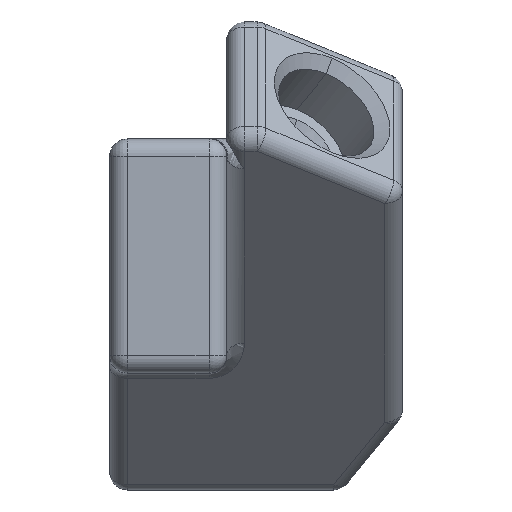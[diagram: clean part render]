
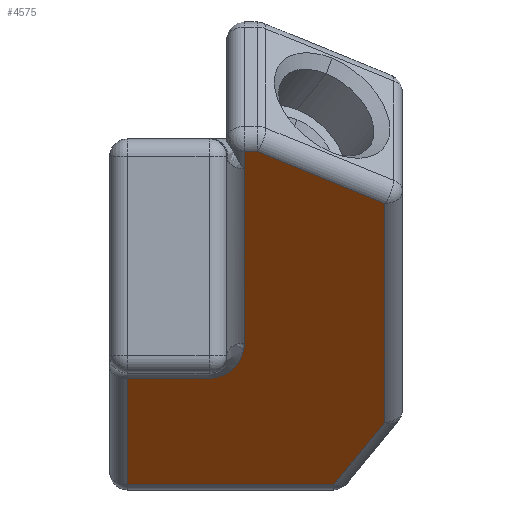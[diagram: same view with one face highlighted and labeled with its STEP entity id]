
A CAD part, left-side view. The second image highlights one B-rep face of the part: STEP entity #4575.
In plain terms, the highlighted planar face has unit normal (-0.707, 0, -0.707).
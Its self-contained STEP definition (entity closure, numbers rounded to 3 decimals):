
#53 = DIRECTION ( 'NONE',  ( 0.707, 0., -0.707 ) ) ;
#129 = LINE ( 'NONE', #3637, #3757 ) ;
#130 = DIRECTION ( 'NONE',  ( 0., -1., 0. ) ) ;
#178 = EDGE_CURVE ( 'NONE', #2140, #4933, #129, .T. ) ;
#277 = VECTOR ( 'NONE', #1658, 1000. ) ;
#430 = VECTOR ( 'NONE', #2265, 1000. ) ;
#494 = CARTESIAN_POINT ( 'NONE',  ( -36.73, 1.5, -24.483 ) ) ;
#504 = VERTEX_POINT ( 'NONE', #2128 ) ;
#802 = CARTESIAN_POINT ( 'NONE',  ( -42.017, 13.5, -19.197 ) ) ;
#955 = ORIENTED_EDGE ( 'NONE', *, *, #3351, .F. ) ;
#1082 = VECTOR ( 'NONE', #130, 1000. ) ;
#1109 = ORIENTED_EDGE ( 'NONE', *, *, #4474, .F. ) ;
#1177 = CARTESIAN_POINT ( 'NONE',  ( -43.774, 13.5, -17.439 ) ) ;
#1243 = ORIENTED_EDGE ( 'NONE', *, *, #1855, .F. ) ;
#1250 = VECTOR ( 'NONE', #2893, 1000. ) ;
#1271 = VERTEX_POINT ( 'NONE', #4185 ) ;
#1323 = LINE ( 'NONE', #2855, #277 ) ;
#1361 = CARTESIAN_POINT ( 'NONE',  ( -40.607, 13.5, -20.607 ) ) ;
#1399 = EDGE_CURVE ( 'NONE', #3035, #4756, #4363, .T. ) ;
#1438 = DIRECTION ( 'NONE',  ( 0.354, -0.866, -0.354 ) ) ;
#1454 = CARTESIAN_POINT ( 'NONE',  ( -31.667, 15., -29.546 ) ) ;
#1457 = CARTESIAN_POINT ( 'NONE',  ( -58.653, 13.5, -2.561 ) ) ;
#1562 = CARTESIAN_POINT ( 'NONE',  ( -40.774, 16.5, -20.439 ) ) ;
#1563 = LINE ( 'NONE', #1863, #4327 ) ;
#1611 = CARTESIAN_POINT ( 'NONE',  ( -40.774, 14.743, -20.439 ) ) ;
#1658 = DIRECTION ( 'NONE',  ( -0.707, 0., 0.707 ) ) ;
#1728 = DIRECTION ( 'NONE',  ( -0.707, 0., -0.707 ) ) ;
#1812 = LINE ( 'NONE', #1361, #4506 ) ;
#1846 = CARTESIAN_POINT ( 'NONE',  ( -40.774, 16.5, -20.439 ) ) ;
#1855 = EDGE_CURVE ( 'NONE', #4813, #2320, #3462, .T. ) ;
#1863 = CARTESIAN_POINT ( 'NONE',  ( -35.575, 2.675, -25.638 ) ) ;
#1936 = CARTESIAN_POINT ( 'NONE',  ( -43.774, 13.5, -17.439 ) ) ;
#2014 = EDGE_CURVE ( 'NONE', #4933, #504, #4786, .T. ) ;
#2128 = CARTESIAN_POINT ( 'NONE',  ( -60.153, 12.402, -1.061 ) ) ;
#2140 = VERTEX_POINT ( 'NONE', #1457 ) ;
#2158 = VECTOR ( 'NONE', #53, 1000. ) ;
#2205 = CARTESIAN_POINT ( 'NONE',  ( -40.774, 16.5, -20.439 ) ) ;
#2265 = DIRECTION ( 'NONE',  ( 0., 1., 0. ) ) ;
#2320 = VERTEX_POINT ( 'NONE', #1177 ) ;
#2506 = PLANE ( 'NONE',  #3058 ) ;
#2507 = ORIENTED_EDGE ( 'NONE', *, *, #3016, .F. ) ;
#2543 = LINE ( 'NONE', #2205, #1250 ) ;
#2586 = LINE ( 'NONE', #1454, #430 ) ;
#2804 = EDGE_CURVE ( 'NONE', #2998, #4813, #2543, .T. ) ;
#2855 = CARTESIAN_POINT ( 'NONE',  ( -40.607, 23.5, -20.607 ) ) ;
#2893 = DIRECTION ( 'NONE',  ( 0., -1., 0. ) ) ;
#2964 = ORIENTED_EDGE ( 'NONE', *, *, #178, .F. ) ;
#2968 = CARTESIAN_POINT ( 'NONE',  ( -60.153, 15., -1.061 ) ) ;
#2998 = VERTEX_POINT ( 'NONE', #4184 ) ;
#3016 = EDGE_CURVE ( 'NONE', #4756, #4502, #1563, .T. ) ;
#3035 = VERTEX_POINT ( 'NONE', #4970 ) ;
#3058 = AXIS2_PLACEMENT_3D ( 'NONE', #4044, #1728, #3278 ) ;
#3066 = CARTESIAN_POINT ( 'NONE',  ( -56.062, 2.381, -5.152 ) ) ;
#3213 = CARTESIAN_POINT ( 'NONE',  ( -31.667, 5.866, -29.546 ) ) ;
#3278 = DIRECTION ( 'NONE',  ( 0.707, 0., -0.707 ) ) ;
#3351 = EDGE_CURVE ( 'NONE', #504, #3035, #3830, .T. ) ;
#3462 =( BOUNDED_CURVE ( )  B_SPLINE_CURVE ( 3, ( #1562, #1611, #802, #1936 ),
 .UNSPECIFIED., .F., .T. ) 
 B_SPLINE_CURVE_WITH_KNOTS ( ( 4, 4 ),
 ( 3.142, 4.712 ),
 .UNSPECIFIED. ) 
 CURVE ( )  GEOMETRIC_REPRESENTATION_ITEM ( )  RATIONAL_B_SPLINE_CURVE ( ( 1., 0.805, 0.805, 1. ) ) 
 REPRESENTATION_ITEM ( '' )  );
#3630 = EDGE_CURVE ( 'NONE', #2320, #2140, #1812, .T. ) ;
#3637 = CARTESIAN_POINT ( 'NONE',  ( -40.607, 13.5, -20.607 ) ) ;
#3659 = DIRECTION ( 'NONE',  ( -0.707, 0., 0.707 ) ) ;
#3757 = VECTOR ( 'NONE', #3659, 1000. ) ;
#3830 = LINE ( 'NONE', #3066, #4094 ) ;
#3918 = ORIENTED_EDGE ( 'NONE', *, *, #3630, .F. ) ;
#3926 = CARTESIAN_POINT ( 'NONE',  ( -60.153, 13.5, -1.061 ) ) ;
#4044 = CARTESIAN_POINT ( 'NONE',  ( -40.607, 15., -20.607 ) ) ;
#4094 = VECTOR ( 'NONE', #1438, 1000. ) ;
#4184 = CARTESIAN_POINT ( 'NONE',  ( -40.774, 23.5, -20.439 ) ) ;
#4185 = CARTESIAN_POINT ( 'NONE',  ( -31.667, 23.5, -29.546 ) ) ;
#4205 = DIRECTION ( 'NONE',  ( 0.612, 0.5, -0.612 ) ) ;
#4267 = ORIENTED_EDGE ( 'NONE', *, *, #4659, .F. ) ;
#4271 = ORIENTED_EDGE ( 'NONE', *, *, #2014, .F. ) ;
#4282 = ORIENTED_EDGE ( 'NONE', *, *, #1399, .F. ) ;
#4327 = VECTOR ( 'NONE', #4205, 1000. ) ;
#4363 = LINE ( 'NONE', #494, #2158 ) ;
#4395 = EDGE_LOOP ( 'NONE', ( #3918, #1243, #4594, #1109, #4267, #2507, #4282, #955, #4271, #2964 ) ) ;
#4431 = FACE_OUTER_BOUND ( 'NONE', #4395, .T. ) ;
#4474 = EDGE_CURVE ( 'NONE', #1271, #2998, #1323, .T. ) ;
#4502 = VERTEX_POINT ( 'NONE', #3213 ) ;
#4506 = VECTOR ( 'NONE', #4811, 1000. ) ;
#4575 = ADVANCED_FACE ( 'NONE', ( #4431 ), #2506, .T. ) ;
#4594 = ORIENTED_EDGE ( 'NONE', *, *, #2804, .F. ) ;
#4659 = EDGE_CURVE ( 'NONE', #4502, #1271, #2586, .T. ) ;
#4756 = VERTEX_POINT ( 'NONE', #4774 ) ;
#4774 = CARTESIAN_POINT ( 'NONE',  ( -37.015, 1.5, -24.199 ) ) ;
#4786 = LINE ( 'NONE', #2968, #1082 ) ;
#4811 = DIRECTION ( 'NONE',  ( -0.707, 0., 0.707 ) ) ;
#4813 = VERTEX_POINT ( 'NONE', #1846 ) ;
#4933 = VERTEX_POINT ( 'NONE', #3926 ) ;
#4970 = CARTESIAN_POINT ( 'NONE',  ( -55.702, 1.5, -5.511 ) ) ;
